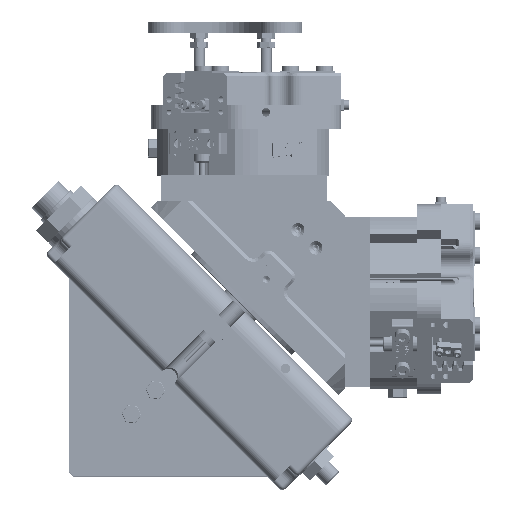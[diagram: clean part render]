
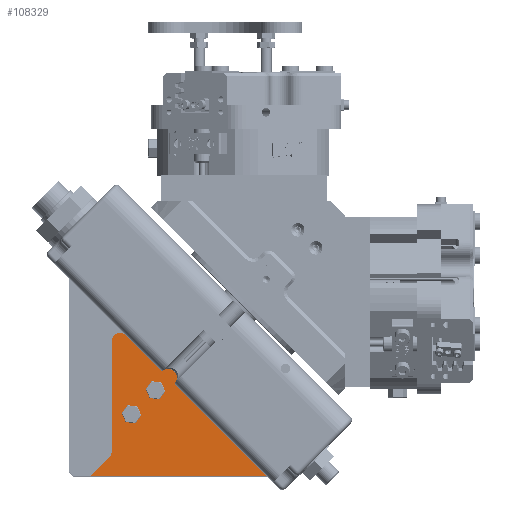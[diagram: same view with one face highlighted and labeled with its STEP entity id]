
A CAD part, top view. The second image highlights one B-rep face of the part: STEP entity #108329.
In plain terms, the highlighted planar face has unit normal (0, 0, 1).
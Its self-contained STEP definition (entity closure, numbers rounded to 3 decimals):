
#1324 = CARTESIAN_POINT ( 'NONE',  ( 27.802, -21.978, 207.7 ) ) ;
#1700 = VERTEX_POINT ( 'NONE', #70255 ) ;
#2228 = VERTEX_POINT ( 'NONE', #80775 ) ;
#2530 = ORIENTED_EDGE ( 'NONE', *, *, #104825, .F. ) ;
#3539 = DIRECTION ( 'NONE',  ( 0.029, -1., 0. ) ) ;
#4584 = EDGE_CURVE ( 'NONE', #93595, #1700, #33700, .T. ) ;
#5178 = CARTESIAN_POINT ( 'NONE',  ( 13.802, -85.66, 207.7 ) ) ;
#6816 = CIRCLE ( 'NONE', #50467, 4. ) ;
#7310 = VERTEX_POINT ( 'NONE', #5178 ) ;
#9452 = CARTESIAN_POINT ( 'NONE',  ( 23.802, -75.66, 207.7 ) ) ;
#10255 = PLANE ( 'NONE',  #26372 ) ;
#11327 = EDGE_CURVE ( 'NONE', #74010, #49418, #59534, .T. ) ;
#11648 = EDGE_CURVE ( 'NONE', #79506, #49418, #6816, .T. ) ;
#12559 = CIRCLE ( 'NONE', #47401, 4. ) ;
#13281 = CARTESIAN_POINT ( 'NONE',  ( 53.496, -41.683, 207.7 ) ) ;
#13388 = CARTESIAN_POINT ( 'NONE',  ( 27.802, -21.978, 207.7 ) ) ;
#14558 = ORIENTED_EDGE ( 'NONE', *, *, #77044, .T. ) ;
#15246 = VECTOR ( 'NONE', #51111, 1000. ) ;
#18127 = DIRECTION ( 'NONE',  ( 0., -1., 0. ) ) ;
#18459 = CARTESIAN_POINT ( 'NONE',  ( 50.471, -38.99, 207.7 ) ) ;
#18549 = DIRECTION ( 'NONE',  ( 0., 0., -1. ) ) ;
#19304 = DIRECTION ( 'NONE',  ( -0.707, 0.707, 0. ) ) ;
#19305 = CARTESIAN_POINT ( 'NONE',  ( 53.496, -41.683, 207.7 ) ) ;
#19411 = DIRECTION ( 'NONE',  ( -0.707, 0.707, 0. ) ) ;
#19918 = LINE ( 'NONE', #32854, #109078 ) ;
#21566 = CIRCLE ( 'NONE', #71688, 4. ) ;
#21870 = ORIENTED_EDGE ( 'NONE', *, *, #84680, .T. ) ;
#23775 = LINE ( 'NONE', #23833, #77833 ) ;
#23833 = CARTESIAN_POINT ( 'NONE',  ( 12.935, -19.06, 207.7 ) ) ;
#24565 = ORIENTED_EDGE ( 'NONE', *, *, #60911, .F. ) ;
#26372 = AXIS2_PLACEMENT_3D ( 'NONE', #87635, #18549, #19304 ) ;
#29132 = ORIENTED_EDGE ( 'NONE', *, *, #11327, .F. ) ;
#30133 = LINE ( 'NONE', #68056, #15246 ) ;
#30459 = CARTESIAN_POINT ( 'NONE',  ( 23.802, -21.978, 207.7 ) ) ;
#30933 = ORIENTED_EDGE ( 'NONE', *, *, #71642, .F. ) ;
#30937 = CARTESIAN_POINT ( 'NONE',  ( 53.506, -42.026, 207.7 ) ) ;
#32854 = CARTESIAN_POINT ( 'NONE',  ( 30.63, -19.15, 207.7 ) ) ;
#33389 = CARTESIAN_POINT ( 'NONE',  ( 47.778, -35.965, 207.7 ) ) ;
#33700 = CIRCLE ( 'NONE', #105674, 5. ) ;
#33749 = VERTEX_POINT ( 'NONE', #19305 ) ;
#34613 = ORIENTED_EDGE ( 'NONE', *, *, #11648, .T. ) ;
#36831 = VERTEX_POINT ( 'NONE', #42551 ) ;
#41265 = FACE_OUTER_BOUND ( 'NONE', #61746, .T. ) ;
#42260 = DIRECTION ( 'NONE',  ( 0., 1., 0. ) ) ;
#42447 = VERTEX_POINT ( 'NONE', #30459 ) ;
#42551 = CARTESIAN_POINT ( 'NONE',  ( 24.973, -19.15, 207.7 ) ) ;
#43033 = CARTESIAN_POINT ( 'NONE',  ( 47.435, -35.955, 207.7 ) ) ;
#43077 = LINE ( 'NONE', #9452, #75395 ) ;
#44146 = EDGE_CURVE ( 'NONE', #80455, #102667, #94225, .T. ) ;
#45847 = CARTESIAN_POINT ( 'NONE',  ( 25.592, -18.644, 207.7 ) ) ;
#47401 = AXIS2_PLACEMENT_3D ( 'NONE', #1324, #61694, #19411 ) ;
#48566 = DIRECTION ( 'NONE',  ( 0., 0., 1. ) ) ;
#49170 = DIRECTION ( 'NONE',  ( 1., 0., 0. ) ) ;
#49418 = VERTEX_POINT ( 'NONE', #45847 ) ;
#50192 = DIRECTION ( 'NONE',  ( 0.707, -0.707, 0. ) ) ;
#50467 = AXIS2_PLACEMENT_3D ( 'NONE', #13388, #48566, #92305 ) ;
#51111 = DIRECTION ( 'NONE',  ( -1., 0., 0. ) ) ;
#51750 = CARTESIAN_POINT ( 'NONE',  ( 53.506, -42.026, 207.7 ) ) ;
#52609 = VECTOR ( 'NONE', #71825, 1000. ) ;
#54154 = EDGE_CURVE ( 'NONE', #107596, #2228, #74314, .T. ) ;
#54606 = CARTESIAN_POINT ( 'NONE',  ( 27.802, -21.978, 207.7 ) ) ;
#54986 = DIRECTION ( 'NONE',  ( -0.707, 0.707, 0. ) ) ;
#56622 = CARTESIAN_POINT ( 'NONE',  ( 25.592, -19.06, 207.7 ) ) ;
#56681 = ORIENTED_EDGE ( 'NONE', *, *, #79572, .F. ) ;
#58297 = VECTOR ( 'NONE', #3539, 1000. ) ;
#59534 = LINE ( 'NONE', #102581, #109489 ) ;
#60436 = EDGE_CURVE ( 'NONE', #1700, #7310, #60668, .T. ) ;
#60668 = LINE ( 'NONE', #89240, #52609 ) ;
#60911 = EDGE_CURVE ( 'NONE', #102667, #33749, #75333, .T. ) ;
#61694 = DIRECTION ( 'NONE',  ( 0., 0., 1. ) ) ;
#61746 = EDGE_LOOP ( 'NONE', ( #29132, #56681, #94036, #14558, #21870, #102395, #84234, #30933, #67909, #2530, #24565, #86562, #97078, #34613 ) ) ;
#64692 = VERTEX_POINT ( 'NONE', #70645 ) ;
#67699 = LINE ( 'NONE', #13281, #58297 ) ;
#67909 = ORIENTED_EDGE ( 'NONE', *, *, #54154, .F. ) ;
#68056 = CARTESIAN_POINT ( 'NONE',  ( 97.14, -85.66, 207.7 ) ) ;
#70255 = CARTESIAN_POINT ( 'NONE',  ( 22.337, -77.124, 207.7 ) ) ;
#70645 = CARTESIAN_POINT ( 'NONE',  ( 25.067, -19.06, 207.7 ) ) ;
#71327 = DIRECTION ( 'NONE',  ( 0., 0., -1. ) ) ;
#71642 = EDGE_CURVE ( 'NONE', #2228, #7310, #30133, .T. ) ;
#71688 = AXIS2_PLACEMENT_3D ( 'NONE', #54606, #71920, #54986 ) ;
#71804 = AXIS2_PLACEMENT_3D ( 'NONE', #18459, #71327, #80050 ) ;
#71825 = DIRECTION ( 'NONE',  ( -0.707, -0.707, 0. ) ) ;
#71920 = DIRECTION ( 'NONE',  ( 0., 0., 1. ) ) ;
#73902 = DIRECTION ( 'NONE',  ( 0., 0., -1. ) ) ;
#74010 = VERTEX_POINT ( 'NONE', #56622 ) ;
#74314 = LINE ( 'NONE', #30937, #87836 ) ;
#75233 = CARTESIAN_POINT ( 'NONE',  ( 23.802, -73.588, 207.7 ) ) ;
#75333 = CIRCLE ( 'NONE', #71804, 4.05 ) ;
#75395 = VECTOR ( 'NONE', #18127, 1000. ) ;
#77044 = EDGE_CURVE ( 'NONE', #36831, #42447, #21566, .T. ) ;
#77833 = VECTOR ( 'NONE', #49170, 1000. ) ;
#79229 = DIRECTION ( 'NONE',  ( 1., -0.029, 0. ) ) ;
#79506 = VERTEX_POINT ( 'NONE', #92171 ) ;
#79572 = EDGE_CURVE ( 'NONE', #64692, #74010, #23775, .T. ) ;
#80050 = DIRECTION ( 'NONE',  ( -0.707, 0.707, 0. ) ) ;
#80455 = VERTEX_POINT ( 'NONE', #105445 ) ;
#80775 = CARTESIAN_POINT ( 'NONE',  ( 97.14, -85.66, 207.7 ) ) ;
#82150 = VECTOR ( 'NONE', #79229, 1000. ) ;
#84234 = ORIENTED_EDGE ( 'NONE', *, *, #60436, .T. ) ;
#84680 = EDGE_CURVE ( 'NONE', #42447, #93595, #43077, .T. ) ;
#85122 = EDGE_CURVE ( 'NONE', #79506, #80455, #19918, .T. ) ;
#86562 = ORIENTED_EDGE ( 'NONE', *, *, #44146, .F. ) ;
#87635 = CARTESIAN_POINT ( 'NONE',  ( 50.471, -38.99, 207.7 ) ) ;
#87836 = VECTOR ( 'NONE', #109028, 1000. ) ;
#89240 = CARTESIAN_POINT ( 'NONE',  ( 13.802, -85.66, 207.7 ) ) ;
#91652 = DIRECTION ( 'NONE',  ( -0.707, 0.707, 0. ) ) ;
#92171 = CARTESIAN_POINT ( 'NONE',  ( 30.63, -19.15, 207.7 ) ) ;
#92305 = DIRECTION ( 'NONE',  ( -0.707, 0.707, 0. ) ) ;
#93595 = VERTEX_POINT ( 'NONE', #75233 ) ;
#94036 = ORIENTED_EDGE ( 'NONE', *, *, #109404, .T. ) ;
#94225 = LINE ( 'NONE', #43033, #82150 ) ;
#97078 = ORIENTED_EDGE ( 'NONE', *, *, #85122, .F. ) ;
#102395 = ORIENTED_EDGE ( 'NONE', *, *, #4584, .T. ) ;
#102581 = CARTESIAN_POINT ( 'NONE',  ( 25.592, -38.99, 207.7 ) ) ;
#102667 = VERTEX_POINT ( 'NONE', #33389 ) ;
#104825 = EDGE_CURVE ( 'NONE', #33749, #107596, #67699, .T. ) ;
#105445 = CARTESIAN_POINT ( 'NONE',  ( 47.435, -35.955, 207.7 ) ) ;
#105674 = AXIS2_PLACEMENT_3D ( 'NONE', #108238, #73902, #91652 ) ;
#107596 = VERTEX_POINT ( 'NONE', #51750 ) ;
#108238 = CARTESIAN_POINT ( 'NONE',  ( 18.802, -73.588, 207.7 ) ) ;
#108329 = ADVANCED_FACE ( 'NONE', ( #41265 ), #10255, .F. ) ;
#109028 = DIRECTION ( 'NONE',  ( 0.707, -0.707, 0. ) ) ;
#109078 = VECTOR ( 'NONE', #50192, 1000. ) ;
#109404 = EDGE_CURVE ( 'NONE', #64692, #36831, #12559, .T. ) ;
#109489 = VECTOR ( 'NONE', #42260, 1000. ) ;
